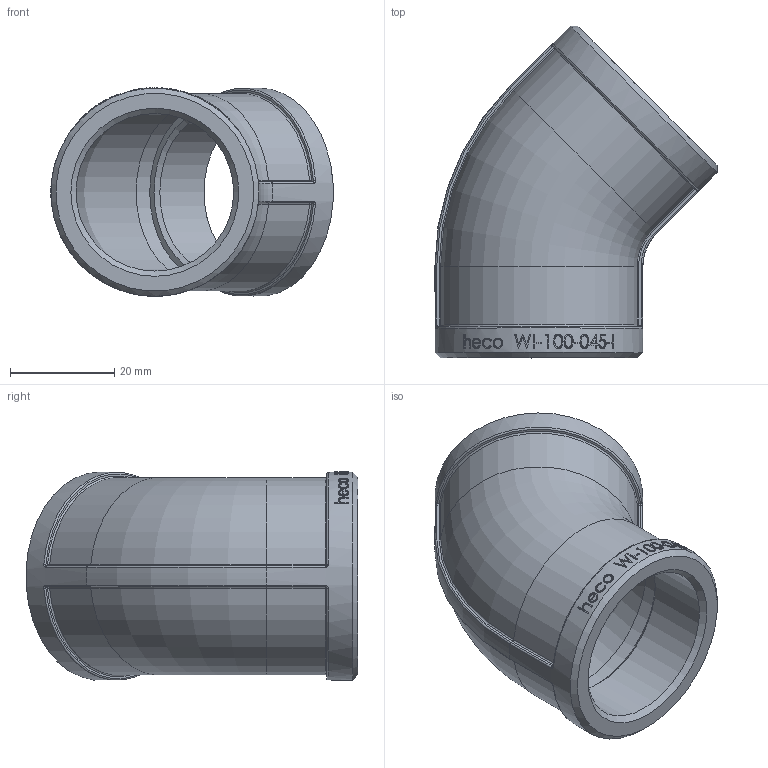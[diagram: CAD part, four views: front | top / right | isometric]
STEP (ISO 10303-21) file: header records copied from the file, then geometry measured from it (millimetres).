
FILE_DESCRIPTION (( 'STEP AP214' ), '1' );
FILE_NAME ('heco_WI-100-045-I.STEP', '2015-11-02T13:19:14', ( 'test' ), ( '' ), 'SwSTEP 2.0', 'SolidWorks 2011', '' );
FILE_SCHEMA (( 'AUTOMOTIVE_DESIGN' ));
Length unit declared in the file: millimetre
Products named in the file (1): heco_WI-100-045-I
Bounding box: 54.25 x 63.76 x 40.1 mm (x, y, z)
Volume: 19482.8 mm3; surface area: 14292.7 mm2
Topology: 1 solids, 1 shells, 254 faces, 621 edges, 393 vertices
Faces by surface type: bspline 94, plane 69, cylinder 56, torus 21, sphere 8, cone 6
Full cylindrical faces by diameter (mm): 30.291 x2, 34.2 x2, 40 x2
Entity records: 20668 total; most frequent: CARTESIAN_POINT 12705, ORIENTED_EDGE 1208, DIRECTION 778, EDGE_CURVE 604, VERTEX_POINT 388, AXIS2_PLACEMENT_3D 321, B_SPLINE_CURVE_WITH_KNOTS 308, EDGE_LOOP 292
